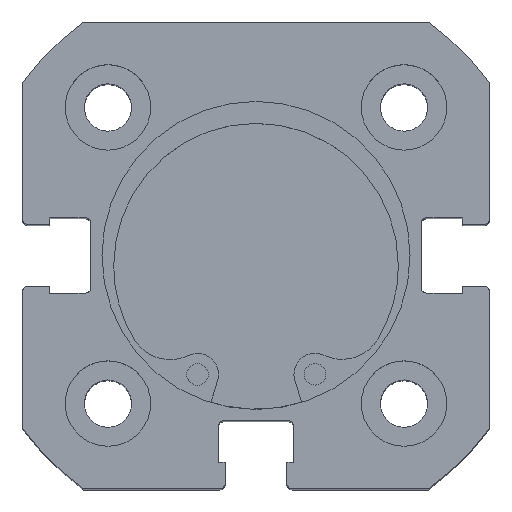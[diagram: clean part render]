
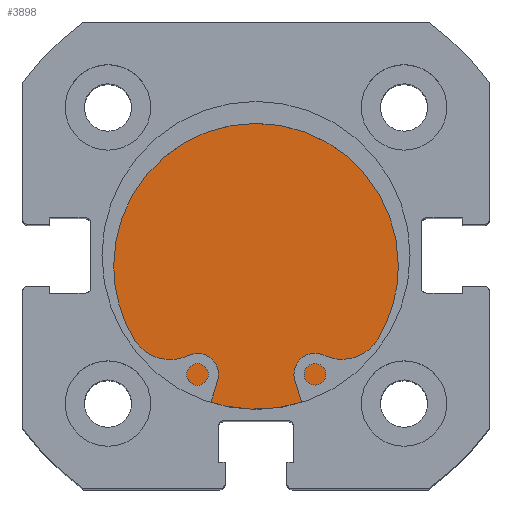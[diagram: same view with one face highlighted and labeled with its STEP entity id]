
A CAD part, top view. The second image highlights one B-rep face of the part: STEP entity #3898.
In plain terms, the highlighted face is planar.
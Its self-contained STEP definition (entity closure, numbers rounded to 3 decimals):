
#257 = VERTEX_POINT ( 'NONE', #5391 ) ;
#692 = FACE_OUTER_BOUND ( 'NONE', #2245, .T. ) ;
#1572 = DIRECTION ( 'NONE',  ( 0., 0., 1. ) ) ;
#1577 = DIRECTION ( 'NONE',  ( -1., 0., 0. ) ) ;
#1602 = CARTESIAN_POINT ( 'NONE',  ( 6., 0., 0. ) ) ;
#1795 = CIRCLE ( 'NONE', #2570, 13.5 ) ;
#1809 = CIRCLE ( 'NONE', #2562, 13.5 ) ;
#2245 = EDGE_LOOP ( 'NONE', ( #4812, #5553 ) ) ;
#2562 = AXIS2_PLACEMENT_3D ( 'NONE', #1602, #1577, #1572 ) ;
#2570 = AXIS2_PLACEMENT_3D ( 'NONE', #3489, #3649, #3670 ) ;
#2716 = AXIS2_PLACEMENT_3D ( 'NONE', #4430, #4426, #4425 ) ;
#3251 = CARTESIAN_POINT ( 'NONE',  ( 6., 0., -13.5 ) ) ;
#3489 = CARTESIAN_POINT ( 'NONE',  ( 6., 0., 0. ) ) ;
#3649 = DIRECTION ( 'NONE',  ( -1., 0., 0. ) ) ;
#3670 = DIRECTION ( 'NONE',  ( 0., 0., 1. ) ) ;
#3898 = ADVANCED_FACE ( 'NONE', ( #692 ), #4429, .F. ) ;
#4425 = DIRECTION ( 'NONE',  ( 0., 0., 1. ) ) ;
#4426 = DIRECTION ( 'NONE',  ( -1., 0., 0. ) ) ;
#4429 = PLANE ( 'NONE',  #2716 ) ;
#4430 = CARTESIAN_POINT ( 'NONE',  ( 6., 13.5, 0. ) ) ;
#4812 = ORIENTED_EDGE ( 'NONE', *, *, #5006, .F. ) ;
#5006 = EDGE_CURVE ( 'NONE', #257, #5379, #1795, .T. ) ;
#5026 = EDGE_CURVE ( 'NONE', #5379, #257, #1809, .T. ) ;
#5379 = VERTEX_POINT ( 'NONE', #3251 ) ;
#5391 = CARTESIAN_POINT ( 'NONE',  ( 6., 0., 13.5 ) ) ;
#5553 = ORIENTED_EDGE ( 'NONE', *, *, #5026, .F. ) ;
